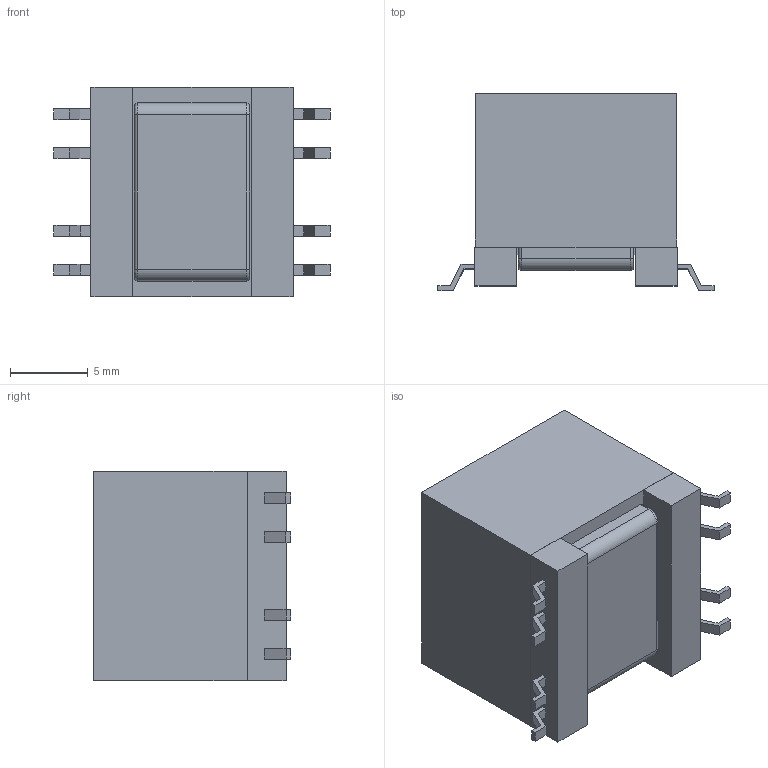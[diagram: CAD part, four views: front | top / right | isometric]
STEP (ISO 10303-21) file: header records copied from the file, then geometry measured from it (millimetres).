
FILE_DESCRIPTION (( 'STEP AP214' ), '1' );
FILE_NAME ('Coilcraft-MA5421-AL.STEP', '2017-02-17T11:34:32', ( 'Windows User' ), ( '' ), 'SwSTEP 2.0', 'SolidWorks 2017', '' );
FILE_SCHEMA (( 'AUTOMOTIVE_DESIGN' ));
Length unit declared in the file: millimetre
Products named in the file (1): Coilcraft-MA5421-AL
Bounding box: 17.76 x 12.7 x 13.46 mm (x, y, z)
Volume: 2040.4 mm3; surface area: 1116.9 mm2
Topology: 1 solids, 1 shells, 498 faces, 1278 edges, 815 vertices
Faces by surface type: plane 265, bspline 223, cylinder 10
Entity records: 18529 total; most frequent: CARTESIAN_POINT 6839, ORIENTED_EDGE 2556, DIRECTION 1408, EDGE_CURVE 1278, LINE 816, VECTOR 816, VERTEX_POINT 815, EDGE_LOOP 531
